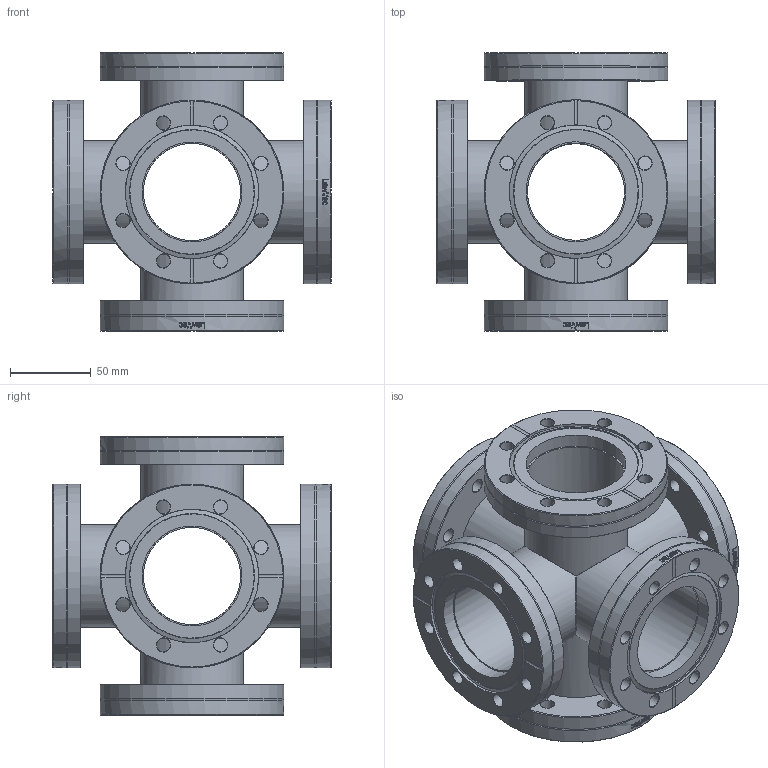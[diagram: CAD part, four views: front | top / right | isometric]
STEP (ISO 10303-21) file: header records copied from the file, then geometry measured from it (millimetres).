
FILE_DESCRIPTION(/* description */ (''),/* implementation_level */ '2;1');
FILE_NAME(/* name */ 'FL-6X63CF.stp',/* time_stamp */ '2018-03-02T13:44:57+00:00',/* author */ ('paul'),/* organization */ (''),/* preprocessor_version */ 'ST-DEVELOPER v17',/* originating_system */ 'Autodesk Inventor 2018',/* authorisation */ '');
FILE_SCHEMA (('AUTOMOTIVE_DESIGN { 1 0 10303 214 3 1 1 }'));
Products named in the file (6): FL-6X63CF; FL-63CFR-64; FL-63CF-OUT; FL-63CF-IN63.5; FL-63CF-64; TUBE2
Assembly tree (14 placements, depth 3):
  FL-6X63CF
    TUBE2  x6
    FL-63CFR-64  x3
      FL-63CF-OUT
      FL-63CF-IN63.5
    FL-63CF-64  x3
Bounding box: 171.8 x 171.8 x 171.8 mm (x, y, z)
Volume: 786212.8 mm3; surface area: 308097.9 mm2
Topology: 15 solids, 15 shells, 861 faces, 2352 edges, 1569 vertices
Faces by surface type: bspline 318, plane 246, cylinder 156, cone 135, torus 6
Full cylindrical faces by diameter (mm): 8.4 x48, 60 x6, 61.8 x6, 63.5 x12, 70.5 x3, 82.3 x3, 82.5 x6, 113.5 x12
Entity records: 34179 total; most frequent: CARTESIAN_POINT 27399, ORIENTED_EDGE 1532, DIRECTION 1073, EDGE_CURVE 766, VERTEX_POINT 511, AXIS2_PLACEMENT_3D 399, EDGE_LOOP 337, B_SPLINE_CURVE_WITH_KNOTS 286
